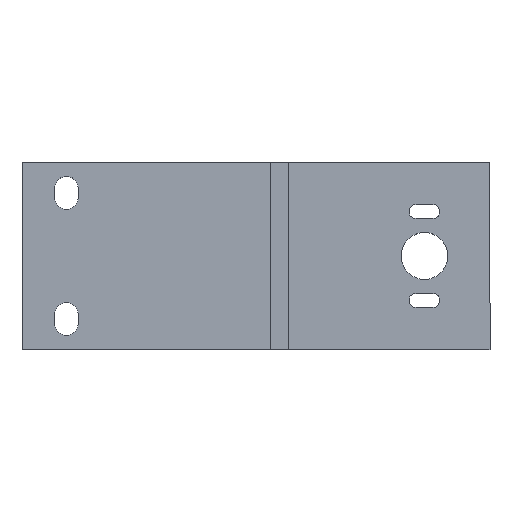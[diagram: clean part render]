
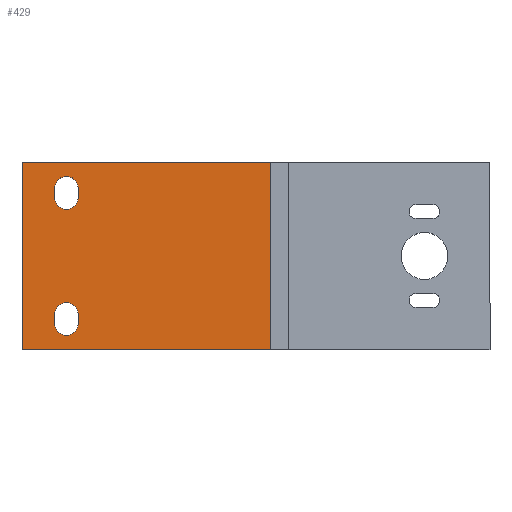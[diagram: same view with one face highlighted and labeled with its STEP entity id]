
A CAD part, top view. The second image highlights one B-rep face of the part: STEP entity #429.
In plain terms, the highlighted planar face has unit normal (0, 0, 1).
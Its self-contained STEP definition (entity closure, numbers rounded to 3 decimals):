
#2 = CARTESIAN_POINT ( 'NONE',  ( -41.042, -9.82, 3. ) ) ;
#3 = EDGE_CURVE ( 'NONE', #436, #590, #613, .T. ) ;
#10 = ORIENTED_EDGE ( 'NONE', *, *, #160, .F. ) ;
#19 = DIRECTION ( 'NONE',  ( 0., -1., 0. ) ) ;
#25 = AXIS2_PLACEMENT_3D ( 'NONE', #845, #482, #831 ) ;
#38 = EDGE_LOOP ( 'NONE', ( #279, #10, #157, #378 ) ) ;
#45 = CARTESIAN_POINT ( 'NONE',  ( 0., -17.32, 3. ) ) ;
#46 = CARTESIAN_POINT ( 'NONE',  ( -41.042, 17.18, 3. ) ) ;
#49 = DIRECTION ( 'NONE',  ( 1., 0., 0. ) ) ;
#50 = CARTESIAN_POINT ( 'NONE',  ( -38.542, -11.82, 3. ) ) ;
#54 = ORIENTED_EDGE ( 'NONE', *, *, #312, .F. ) ;
#55 = VERTEX_POINT ( 'NONE', #1122 ) ;
#80 = VECTOR ( 'NONE', #704, 1000. ) ;
#83 = VECTOR ( 'NONE', #955, 1000. ) ;
#99 = CARTESIAN_POINT ( 'NONE',  ( 4.994, 22.68, 3. ) ) ;
#108 = LINE ( 'NONE', #811, #227 ) ;
#110 = DIRECTION ( 'NONE',  ( 0., 0., 1. ) ) ;
#136 = VERTEX_POINT ( 'NONE', #442 ) ;
#147 = CARTESIAN_POINT ( 'NONE',  ( -36.042, 17.18, 3. ) ) ;
#157 = ORIENTED_EDGE ( 'NONE', *, *, #400, .F. ) ;
#160 = EDGE_CURVE ( 'NONE', #55, #986, #1065, .T. ) ;
#190 = ORIENTED_EDGE ( 'NONE', *, *, #285, .T. ) ;
#208 = DIRECTION ( 'NONE',  ( 1., 0., 0. ) ) ;
#224 = CARTESIAN_POINT ( 'NONE',  ( -38.542, 15.18, 3. ) ) ;
#227 = VECTOR ( 'NONE', #19, 1000. ) ;
#235 = CARTESIAN_POINT ( 'NONE',  ( -41.042, 15.18, 3. ) ) ;
#236 = DIRECTION ( 'NONE',  ( 0., 0., 1. ) ) ;
#239 = VECTOR ( 'NONE', #1067, 1000. ) ;
#255 = CARTESIAN_POINT ( 'NONE',  ( -48.042, 22.68, 3. ) ) ;
#278 = ORIENTED_EDGE ( 'NONE', *, *, #3, .F. ) ;
#279 = ORIENTED_EDGE ( 'NONE', *, *, #497, .F. ) ;
#285 = EDGE_CURVE ( 'NONE', #703, #925, #108, .T. ) ;
#294 = VERTEX_POINT ( 'NONE', #638 ) ;
#295 = EDGE_CURVE ( 'NONE', #839, #294, #819, .T. ) ;
#310 = VERTEX_POINT ( 'NONE', #99 ) ;
#312 = EDGE_CURVE ( 'NONE', #504, #436, #1046, .T. ) ;
#313 = ORIENTED_EDGE ( 'NONE', *, *, #1086, .T. ) ;
#316 = EDGE_CURVE ( 'NONE', #310, #703, #1072, .T. ) ;
#319 = LINE ( 'NONE', #45, #585 ) ;
#320 = FACE_BOUND ( 'NONE', #38, .T. ) ;
#328 = DIRECTION ( 'NONE',  ( 1., 0., 0. ) ) ;
#347 = CIRCLE ( 'NONE', #522, 2.5 ) ;
#356 = AXIS2_PLACEMENT_3D ( 'NONE', #50, #838, #208 ) ;
#361 = CARTESIAN_POINT ( 'NONE',  ( -38.542, 17.18, 3. ) ) ;
#363 = EDGE_LOOP ( 'NONE', ( #313, #1103, #610, #190 ) ) ;
#374 = CARTESIAN_POINT ( 'NONE',  ( -41.042, 0., 3. ) ) ;
#378 = ORIENTED_EDGE ( 'NONE', *, *, #295, .F. ) ;
#400 = EDGE_CURVE ( 'NONE', #294, #55, #1085, .T. ) ;
#404 = CARTESIAN_POINT ( 'NONE',  ( -36.042, -9.82, 3. ) ) ;
#409 = FACE_OUTER_BOUND ( 'NONE', #363, .T. ) ;
#418 = LINE ( 'NONE', #790, #83 ) ;
#429 = ADVANCED_FACE ( 'NONE', ( #320, #753, #409 ), #671, .T. ) ;
#436 = VERTEX_POINT ( 'NONE', #46 ) ;
#442 = CARTESIAN_POINT ( 'NONE',  ( 4.994, -17.32, 3. ) ) ;
#455 = AXIS2_PLACEMENT_3D ( 'NONE', #582, #236, #328 ) ;
#462 = DIRECTION ( 'NONE',  ( 1., 0., 0. ) ) ;
#482 = DIRECTION ( 'NONE',  ( 0., 0., 1. ) ) ;
#497 = EDGE_CURVE ( 'NONE', #986, #839, #1029, .T. ) ;
#504 = VERTEX_POINT ( 'NONE', #147 ) ;
#517 = DIRECTION ( 'NONE',  ( 0., -1., 0. ) ) ;
#522 = AXIS2_PLACEMENT_3D ( 'NONE', #224, #1087, #929 ) ;
#553 = VECTOR ( 'NONE', #517, 1000. ) ;
#559 = CARTESIAN_POINT ( 'NONE',  ( -48.042, -17.32, 3. ) ) ;
#582 = CARTESIAN_POINT ( 'NONE',  ( -38.542, -9.82, 3. ) ) ;
#585 = VECTOR ( 'NONE', #49, 1000. ) ;
#590 = VERTEX_POINT ( 'NONE', #235 ) ;
#610 = ORIENTED_EDGE ( 'NONE', *, *, #316, .T. ) ;
#613 = LINE ( 'NONE', #687, #553 ) ;
#635 = AXIS2_PLACEMENT_3D ( 'NONE', #361, #110, #462 ) ;
#638 = CARTESIAN_POINT ( 'NONE',  ( -41.042, -11.82, 3. ) ) ;
#647 = CARTESIAN_POINT ( 'NONE',  ( 0., 22.68, 3. ) ) ;
#659 = VECTOR ( 'NONE', #989, 1000. ) ;
#671 = PLANE ( 'NONE',  #25 ) ;
#678 = EDGE_CURVE ( 'NONE', #136, #310, #418, .T. ) ;
#687 = CARTESIAN_POINT ( 'NONE',  ( -41.042, 0., 3. ) ) ;
#703 = VERTEX_POINT ( 'NONE', #255 ) ;
#704 = DIRECTION ( 'NONE',  ( 0., 1., 0. ) ) ;
#728 = EDGE_LOOP ( 'NONE', ( #54, #906, #896, #278 ) ) ;
#741 = DIRECTION ( 'NONE',  ( 0., 1., 0. ) ) ;
#753 = FACE_BOUND ( 'NONE', #728, .T. ) ;
#790 = CARTESIAN_POINT ( 'NONE',  ( 4.994, 0., 3. ) ) ;
#807 = CARTESIAN_POINT ( 'NONE',  ( -36.042, 0., 3. ) ) ;
#811 = CARTESIAN_POINT ( 'NONE',  ( -48.042, 0., 3. ) ) ;
#819 = LINE ( 'NONE', #374, #659 ) ;
#825 = CARTESIAN_POINT ( 'NONE',  ( -36.042, 0., 3. ) ) ;
#831 = DIRECTION ( 'NONE',  ( 1., 0., 0. ) ) ;
#838 = DIRECTION ( 'NONE',  ( 0., 0., 1. ) ) ;
#839 = VERTEX_POINT ( 'NONE', #2 ) ;
#845 = CARTESIAN_POINT ( 'NONE',  ( 0., 0., 3. ) ) ;
#896 = ORIENTED_EDGE ( 'NONE', *, *, #1079, .F. ) ;
#906 = ORIENTED_EDGE ( 'NONE', *, *, #1129, .F. ) ;
#917 = CARTESIAN_POINT ( 'NONE',  ( -36.042, 15.18, 3. ) ) ;
#921 = VERTEX_POINT ( 'NONE', #917 ) ;
#925 = VERTEX_POINT ( 'NONE', #559 ) ;
#929 = DIRECTION ( 'NONE',  ( 1., 0., 0. ) ) ;
#955 = DIRECTION ( 'NONE',  ( 0., 1., 0. ) ) ;
#986 = VERTEX_POINT ( 'NONE', #404 ) ;
#989 = DIRECTION ( 'NONE',  ( 0., -1., 0. ) ) ;
#1029 = CIRCLE ( 'NONE', #455, 2.5 ) ;
#1030 = LINE ( 'NONE', #825, #1099 ) ;
#1046 = CIRCLE ( 'NONE', #635, 2.5 ) ;
#1065 = LINE ( 'NONE', #807, #80 ) ;
#1067 = DIRECTION ( 'NONE',  ( -1., 0., 0. ) ) ;
#1072 = LINE ( 'NONE', #647, #239 ) ;
#1079 = EDGE_CURVE ( 'NONE', #590, #921, #347, .T. ) ;
#1085 = CIRCLE ( 'NONE', #356, 2.5 ) ;
#1086 = EDGE_CURVE ( 'NONE', #925, #136, #319, .T. ) ;
#1087 = DIRECTION ( 'NONE',  ( 0., 0., 1. ) ) ;
#1099 = VECTOR ( 'NONE', #741, 1000. ) ;
#1103 = ORIENTED_EDGE ( 'NONE', *, *, #678, .T. ) ;
#1122 = CARTESIAN_POINT ( 'NONE',  ( -36.042, -11.82, 3. ) ) ;
#1129 = EDGE_CURVE ( 'NONE', #921, #504, #1030, .T. ) ;
